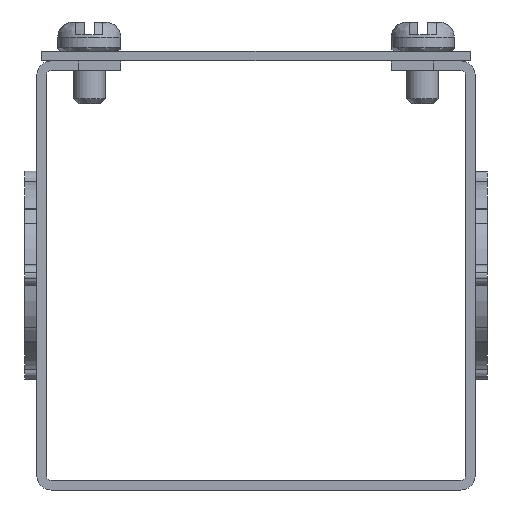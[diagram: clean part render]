
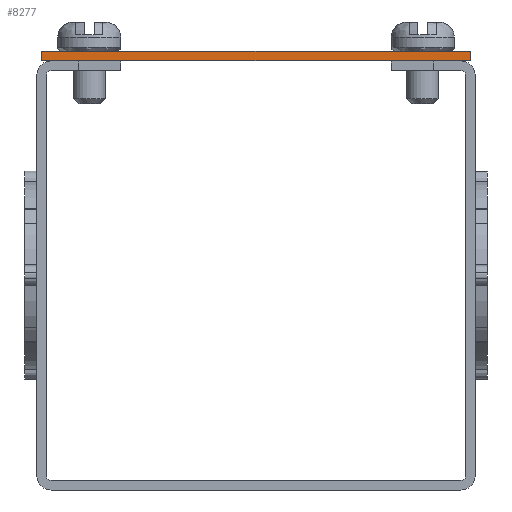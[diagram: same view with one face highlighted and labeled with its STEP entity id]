
A CAD part, front view. The second image highlights one B-rep face of the part: STEP entity #8277.
In plain terms, the highlighted planar face has unit normal (0, -1, 0).
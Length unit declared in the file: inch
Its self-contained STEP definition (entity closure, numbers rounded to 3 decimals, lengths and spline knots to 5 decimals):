
#89 = LINE ( 'NONE', #8453, #13253 ) ;
#602 = VERTEX_POINT ( 'NONE', #26236 ) ;
#1274 = VECTOR ( 'NONE', #18215, 39.37008 ) ;
#1452 = VERTEX_POINT ( 'NONE', #26630 ) ;
#2293 = VECTOR ( 'NONE', #14650, 39.37008 ) ;
#2565 = EDGE_CURVE ( 'NONE', #11251, #1452, #17953, .T. ) ;
#3887 = CARTESIAN_POINT ( 'NONE',  ( -1.27575, -29.96875, 2.557 ) ) ;
#4305 = EDGE_CURVE ( 'NONE', #602, #11251, #89, .T. ) ;
#4550 = CARTESIAN_POINT ( 'NONE',  ( 1.27575, -29.96875, 2.557 ) ) ;
#5070 = EDGE_CURVE ( 'NONE', #602, #11039, #6067, .T. ) ;
#6067 = LINE ( 'NONE', #20552, #2293 ) ;
#6229 = LINE ( 'NONE', #12643, #7787 ) ;
#6360 = DIRECTION ( 'NONE',  ( 0., 0., -1. ) ) ;
#6540 = AXIS2_PLACEMENT_3D ( 'NONE', #3887, #24253, #18117 ) ;
#6935 = ORIENTED_EDGE ( 'NONE', *, *, #5070, .T. ) ;
#7787 = VECTOR ( 'NONE', #6360, 39.37008 ) ;
#8277 = ADVANCED_FACE ( 'NONE', ( #15945 ), #22617, .T. ) ;
#8453 = CARTESIAN_POINT ( 'NONE',  ( -1.27575, -29.96875, 2.557 ) ) ;
#11039 = VERTEX_POINT ( 'NONE', #4550 ) ;
#11251 = VERTEX_POINT ( 'NONE', #25997 ) ;
#12643 = CARTESIAN_POINT ( 'NONE',  ( 1.27575, -29.96875, 2.557 ) ) ;
#13253 = VECTOR ( 'NONE', #16789, 39.37008 ) ;
#14303 = ORIENTED_EDGE ( 'NONE', *, *, #2565, .F. ) ;
#14650 = DIRECTION ( 'NONE',  ( 1., 0., 0. ) ) ;
#15945 = FACE_OUTER_BOUND ( 'NONE', #22532, .T. ) ;
#16317 = CARTESIAN_POINT ( 'NONE',  ( 1.27575, -29.96875, 2.614 ) ) ;
#16789 = DIRECTION ( 'NONE',  ( 0., 0., 1. ) ) ;
#17953 = LINE ( 'NONE', #16317, #1274 ) ;
#18117 = DIRECTION ( 'NONE',  ( 0., 0., -1. ) ) ;
#18215 = DIRECTION ( 'NONE',  ( 1., 0., 0. ) ) ;
#20552 = CARTESIAN_POINT ( 'NONE',  ( -1.27575, -29.96875, 2.557 ) ) ;
#21807 = ORIENTED_EDGE ( 'NONE', *, *, #4305, .F. ) ;
#22532 = EDGE_LOOP ( 'NONE', ( #6935, #22895, #14303, #21807 ) ) ;
#22617 = PLANE ( 'NONE',  #6540 ) ;
#22895 = ORIENTED_EDGE ( 'NONE', *, *, #25112, .F. ) ;
#24253 = DIRECTION ( 'NONE',  ( 0., -1., 0. ) ) ;
#25112 = EDGE_CURVE ( 'NONE', #1452, #11039, #6229, .T. ) ;
#25997 = CARTESIAN_POINT ( 'NONE',  ( -1.27575, -29.96875, 2.614 ) ) ;
#26236 = CARTESIAN_POINT ( 'NONE',  ( -1.27575, -29.96875, 2.557 ) ) ;
#26630 = CARTESIAN_POINT ( 'NONE',  ( 1.27575, -29.96875, 2.614 ) ) ;
